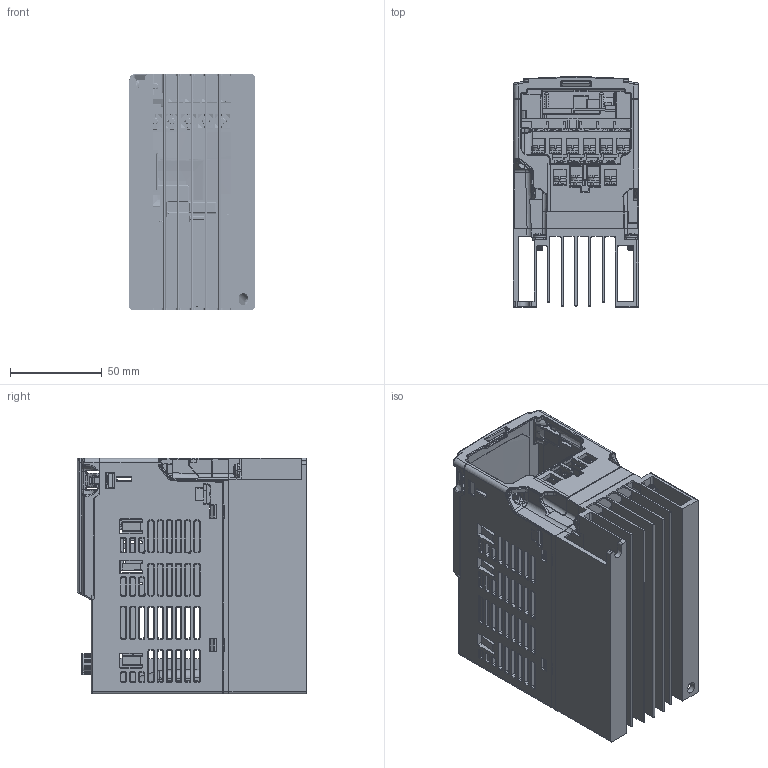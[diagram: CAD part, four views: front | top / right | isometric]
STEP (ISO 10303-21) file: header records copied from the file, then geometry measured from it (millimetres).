
FILE_DESCRIPTION (( 'STEP AP214' ), '1' );
FILE_NAME ('DELTA_IA_MDS_VFD-ME300-A3_D-3D_20190924 from Step R1 red1 r3cC for A5bB.STEP', '2021-11-16T14:39:54', ( '' ), ( '' ), 'SwSTEP 2.0', 'SolidWorks 2017', '' );
FILE_SCHEMA (( 'AUTOMOTIVE_DESIGN' ));
Length unit declared in the file: millimetre
Products named in the file (1): DELTA_IA_MDS_VFD-ME300-A3_D-3D_20190924 from Step R1 red1 r3cC for A5bB
Bounding box: 68 x 125 x 128 mm (x, y, z)
Volume: 140373.1 mm3; surface area: 191679.7 mm2
Topology: 33 solids, 33 shells, 5891 faces, 16260 edges, 10445 vertices
Faces by surface type: plane 3121, cylinder 1268, bspline 582, cone 553, torus 342, sphere 25
Entity records: 242238 total; most frequent: CARTESIAN_POINT 100455, ORIENTED_EDGE 32478, DIRECTION 24949, EDGE_CURVE 16239, VERTEX_POINT 10439, LINE 9301, VECTOR 9301, AXIS2_PLACEMENT_3D 7824
